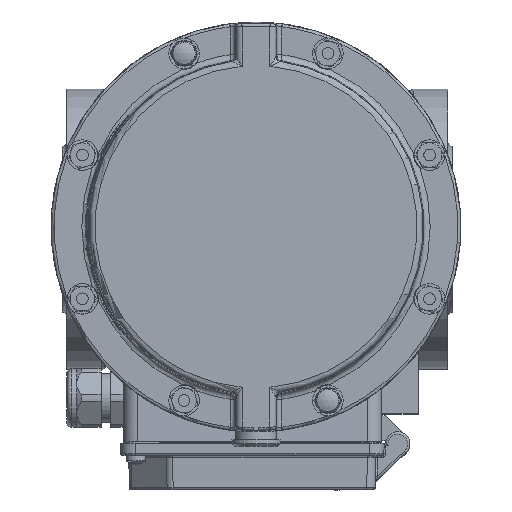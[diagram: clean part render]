
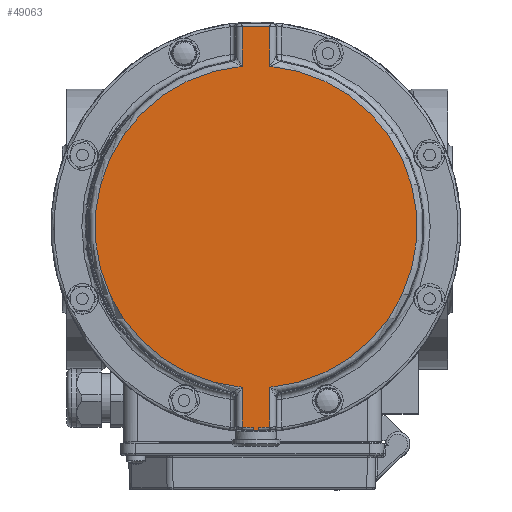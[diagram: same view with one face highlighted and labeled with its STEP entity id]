
A CAD part, top view. The second image highlights one B-rep face of the part: STEP entity #49063.
In plain terms, the highlighted planar face has unit normal (0, 0, 1).
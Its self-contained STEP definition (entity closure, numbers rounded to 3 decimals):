
#2572=CIRCLE('',#53247,66.02);
#2584=CIRCLE('',#53273,66.02);
#2591=CIRCLE('',#53289,0.3);
#2592=CIRCLE('',#53291,0.3);
#2594=CIRCLE('',#53301,82.297);
#2595=CIRCLE('',#53302,82.297);
#2596=CIRCLE('',#53303,83.497);
#2597=CIRCLE('',#53304,82.297);
#4546=PLANE('',#53300);
#7792=FACE_OUTER_BOUND('',#10889,.T.);
#10889=EDGE_LOOP('',(#39361,#39362,#39363,#39364,#39365,#39366,#39367,#39368,
#39369,#39370,#39371,#39372,#39373,#39374));
#14098=LINE('',#93494,#17029);
#14099=LINE('',#93498,#17030);
#14104=LINE('',#93574,#17035);
#14105=LINE('',#93577,#17036);
#14110=LINE('',#93667,#17041);
#14111=LINE('',#93671,#17042);
#17029=VECTOR('',#63193,16.326);
#17030=VECTOR('',#63196,0.903);
#17035=VECTOR('',#63215,0.903);
#17036=VECTOR('',#63218,16.326);
#17041=VECTOR('',#63233,16.326);
#17042=VECTOR('',#63238,16.326);
#22105=VERTEX_POINT('',#92268);
#22106=VERTEX_POINT('',#92269);
#22116=VERTEX_POINT('',#92552);
#22123=VERTEX_POINT('',#92916);
#22150=VERTEX_POINT('',#93477);
#22151=VERTEX_POINT('',#93496);
#22152=VERTEX_POINT('',#93497);
#22154=VERTEX_POINT('',#93537);
#22155=VERTEX_POINT('',#93541);
#22157=VERTEX_POINT('',#93568);
#22158=VERTEX_POINT('',#93572);
#22159=VERTEX_POINT('',#93576);
#22164=VERTEX_POINT('',#93650);
#22165=VERTEX_POINT('',#93669);
#28088=EDGE_CURVE('',#22105,#22106,#2572,.T.);
#28120=EDGE_CURVE('',#22123,#22116,#2584,.T.);
#28160=EDGE_CURVE('',#22116,#22150,#14098,.T.);
#28161=EDGE_CURVE('',#22151,#22152,#14099,.T.);
#28166=EDGE_CURVE('',#22152,#22154,#2591,.T.);
#28170=EDGE_CURVE('',#22155,#22157,#2592,.T.);
#28172=EDGE_CURVE('',#22157,#22158,#14104,.T.);
#28173=EDGE_CURVE('',#22159,#22105,#14105,.T.);
#28184=EDGE_CURVE('',#22106,#22164,#14110,.T.);
#28185=EDGE_CURVE('',#22164,#22165,#2594,.T.);
#28186=EDGE_CURVE('',#22165,#22123,#14111,.T.);
#28187=EDGE_CURVE('',#22150,#22151,#2595,.T.);
#28188=EDGE_CURVE('',#22154,#22155,#2596,.T.);
#28189=EDGE_CURVE('',#22158,#22159,#2597,.T.);
#39361=ORIENTED_EDGE('',*,*,#28184,.T.);
#39362=ORIENTED_EDGE('',*,*,#28185,.T.);
#39363=ORIENTED_EDGE('',*,*,#28186,.T.);
#39364=ORIENTED_EDGE('',*,*,#28120,.T.);
#39365=ORIENTED_EDGE('',*,*,#28160,.T.);
#39366=ORIENTED_EDGE('',*,*,#28187,.T.);
#39367=ORIENTED_EDGE('',*,*,#28161,.T.);
#39368=ORIENTED_EDGE('',*,*,#28166,.T.);
#39369=ORIENTED_EDGE('',*,*,#28188,.T.);
#39370=ORIENTED_EDGE('',*,*,#28170,.T.);
#39371=ORIENTED_EDGE('',*,*,#28172,.T.);
#39372=ORIENTED_EDGE('',*,*,#28189,.T.);
#39373=ORIENTED_EDGE('',*,*,#28173,.T.);
#39374=ORIENTED_EDGE('',*,*,#28088,.T.);
#49063=ADVANCED_FACE('',(#7792),#4546,.F.);
#53247=AXIS2_PLACEMENT_3D('',#92270,#63104,#63105);
#53273=AXIS2_PLACEMENT_3D('',#92917,#63156,#63157);
#53289=AXIS2_PLACEMENT_3D('',#93539,#63203,#63204);
#53291=AXIS2_PLACEMENT_3D('',#93570,#63209,#63210);
#53300=AXIS2_PLACEMENT_3D('',#93668,#63234,#63235);
#53301=AXIS2_PLACEMENT_3D('',#93670,#63236,#63237);
#53302=AXIS2_PLACEMENT_3D('',#93672,#63239,#63240);
#53303=AXIS2_PLACEMENT_3D('',#93673,#63241,#63242);
#53304=AXIS2_PLACEMENT_3D('',#93674,#63243,#63244);
#63104=DIRECTION('center_axis',(0.,0.,
1.));
#63105=DIRECTION('ref_axis',(1.,0.,0.));
#63156=DIRECTION('center_axis',(0.,0.,
1.));
#63157=DIRECTION('ref_axis',(1.,0.,0.));
#63193=DIRECTION('',(0.,-1.,0.));
#63196=DIRECTION('',(0.,-1.,0.));
#63203=DIRECTION('center_axis',(0.,0.,
1.));
#63204=DIRECTION('ref_axis',(-1.,0.,0.));
#63209=DIRECTION('center_axis',(0.,0.,
1.));
#63210=DIRECTION('ref_axis',(1.,0.,0.));
#63215=DIRECTION('',(0.,1.,0.));
#63218=DIRECTION('',(0.,1.,0.));
#63233=DIRECTION('',(0.,1.,0.));
#63234=DIRECTION('center_axis',(0.,0.,
-1.));
#63235=DIRECTION('ref_axis',(1.,0.,0.));
#63236=DIRECTION('center_axis',(0.,0.,
1.));
#63237=DIRECTION('ref_axis',(1.,0.,0.));
#63238=DIRECTION('',(0.,-1.,0.));
#63239=DIRECTION('center_axis',(0.,0.,
1.));
#63240=DIRECTION('ref_axis',(1.,0.,0.));
#63241=DIRECTION('center_axis',(0.,0.,
1.));
#63242=DIRECTION('ref_axis',(-1.,0.,0.));
#63243=DIRECTION('center_axis',(0.,0.,
1.));
#63244=DIRECTION('ref_axis',(1.,0.,0.));
#92268=CARTESIAN_POINT('',(5.2,-65.273,228.7));
#92269=CARTESIAN_POINT('',(5.2,66.273,228.7));
#92270=CARTESIAN_POINT('Origin',(-0.5,0.5,228.7));
#92552=CARTESIAN_POINT('',(-6.2,-65.273,228.7));
#92916=CARTESIAN_POINT('',(-6.2,66.273,228.7));
#92917=CARTESIAN_POINT('Origin',(-0.5,0.5,228.7));
#93477=CARTESIAN_POINT('',(-6.2,-81.6,228.7));
#93494=CARTESIAN_POINT('',(-6.2,0.5,228.7));
#93496=CARTESIAN_POINT('',(-1.5,-81.791,228.7));
#93497=CARTESIAN_POINT('',(-1.5,-82.694,228.7));
#93498=CARTESIAN_POINT('',(-1.5,-81.791,228.7));
#93537=CARTESIAN_POINT('',(-1.203,-82.994,228.7));
#93539=CARTESIAN_POINT('Origin',(-1.2,-82.694,228.7));
#93541=CARTESIAN_POINT('',(0.203,-82.994,228.7));
#93568=CARTESIAN_POINT('',(0.5,-82.694,228.7));
#93570=CARTESIAN_POINT('Origin',(0.2,-82.694,228.7));
#93572=CARTESIAN_POINT('',(0.5,-81.791,228.7));
#93574=CARTESIAN_POINT('',(0.5,-81.791,228.7));
#93576=CARTESIAN_POINT('',(5.2,-81.6,228.7));
#93577=CARTESIAN_POINT('',(5.2,0.5,228.7));
#93650=CARTESIAN_POINT('',(5.2,82.6,228.7));
#93667=CARTESIAN_POINT('',(5.2,0.5,228.7));
#93668=CARTESIAN_POINT('Origin',(68.5,0.5,228.7));
#93669=CARTESIAN_POINT('',(-6.2,82.6,228.7));
#93670=CARTESIAN_POINT('Origin',(-0.5,0.5,228.7));
#93671=CARTESIAN_POINT('',(-6.2,0.5,228.7));
#93672=CARTESIAN_POINT('Origin',(-0.5,0.5,228.7));
#93673=CARTESIAN_POINT('Origin',(-0.5,0.5,228.7));
#93674=CARTESIAN_POINT('Origin',(-0.5,0.5,228.7));
